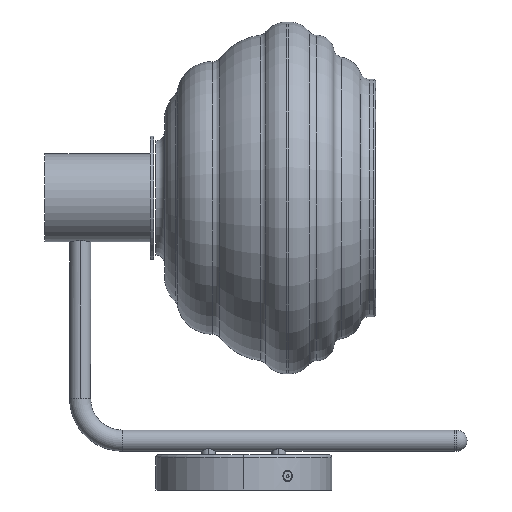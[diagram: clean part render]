
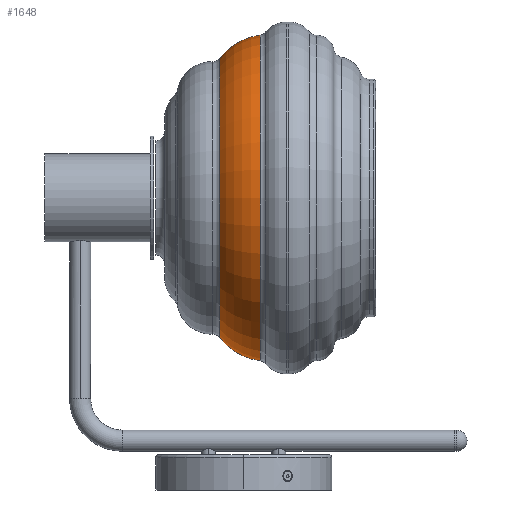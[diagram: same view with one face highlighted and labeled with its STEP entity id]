
A CAD part, left-side view. The second image highlights one B-rep face of the part: STEP entity #1648.
In plain terms, the highlighted toroidal (fillet/blend) face has major radius 57.846 mm and minor radius 35 mm.
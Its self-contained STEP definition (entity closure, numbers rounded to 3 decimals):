
#112 = VERTEX_POINT ( 'NONE', #5028 ) ;
#141 = ORIENTED_EDGE ( 'NONE', *, *, #2901, .F. ) ;
#234 = AXIS2_PLACEMENT_3D ( 'NONE', #4949, #2521, #1586 ) ;
#400 = AXIS2_PLACEMENT_3D ( 'NONE', #1012, #4775, #5755 ) ;
#604 = ORIENTED_EDGE ( 'NONE', *, *, #5410, .F. ) ;
#630 = DIRECTION ( 'NONE',  ( 0., 1., 0. ) ) ;
#844 = AXIS2_PLACEMENT_3D ( 'NONE', #1555, #2891, #5268 ) ;
#1012 = CARTESIAN_POINT ( 'NONE',  ( 0., -13.999, 108.154 ) ) ;
#1095 = CARTESIAN_POINT ( 'NONE',  ( 0., -13.999, 166. ) ) ;
#1555 = CARTESIAN_POINT ( 'NONE',  ( 0., -13.999, 223.846 ) ) ;
#1586 = DIRECTION ( 'NONE',  ( 0., 0., 1. ) ) ;
#1607 = DIRECTION ( 'NONE',  ( 0., 0., 1. ) ) ;
#1644 = ORIENTED_EDGE ( 'NONE', *, *, #3759, .T. ) ;
#1648 = ADVANCED_FACE ( 'NONE', ( #3886 ), #4002, .T. ) ;
#1828 = VERTEX_POINT ( 'NONE', #4149 ) ;
#1862 = CARTESIAN_POINT ( 'NONE',  ( 0., 13.563, 86.582 ) ) ;
#2327 = EDGE_LOOP ( 'NONE', ( #604, #141, #1644, #5113 ) ) ;
#2372 = VERTEX_POINT ( 'NONE', #5760 ) ;
#2521 = DIRECTION ( 'NONE',  ( 0., -1., 0. ) ) ;
#2805 = AXIS2_PLACEMENT_3D ( 'NONE', #3660, #4654, #3632 ) ;
#2891 = DIRECTION ( 'NONE',  ( -1., 0., 0. ) ) ;
#2901 = EDGE_CURVE ( 'NONE', #112, #2372, #4751, .T. ) ;
#3632 = DIRECTION ( 'NONE',  ( 0., 0., 1. ) ) ;
#3660 = CARTESIAN_POINT ( 'NONE',  ( 0., 13.563, 166. ) ) ;
#3759 = EDGE_CURVE ( 'NONE', #112, #1828, #4459, .T. ) ;
#3886 = FACE_OUTER_BOUND ( 'NONE', #2327, .T. ) ;
#4002 = TOROIDAL_SURFACE ( 'NONE', #5179, 57.846, 35. ) ;
#4149 = CARTESIAN_POINT ( 'NONE',  ( 0., 13.563, 245.418 ) ) ;
#4459 = CIRCLE ( 'NONE', #844, 35. ) ;
#4654 = DIRECTION ( 'NONE',  ( 0., 1., 0. ) ) ;
#4751 = CIRCLE ( 'NONE', #234, 92.543 ) ;
#4775 = DIRECTION ( 'NONE',  ( 1., 0., 0. ) ) ;
#4949 = CARTESIAN_POINT ( 'NONE',  ( 0., -9.406, 166. ) ) ;
#5028 = CARTESIAN_POINT ( 'NONE',  ( 0., -9.406, 258.543 ) ) ;
#5113 = ORIENTED_EDGE ( 'NONE', *, *, #5270, .F. ) ;
#5179 = AXIS2_PLACEMENT_3D ( 'NONE', #1095, #630, #1607 ) ;
#5268 = DIRECTION ( 'NONE',  ( 0., 0., 1. ) ) ;
#5270 = EDGE_CURVE ( 'NONE', #5798, #1828, #5537, .T. ) ;
#5410 = EDGE_CURVE ( 'NONE', #2372, #5798, #5774, .T. ) ;
#5537 = CIRCLE ( 'NONE', #2805, 79.418 ) ;
#5755 = DIRECTION ( 'NONE',  ( 0., 0., -1. ) ) ;
#5760 = CARTESIAN_POINT ( 'NONE',  ( 0., -9.406, 73.457 ) ) ;
#5774 = CIRCLE ( 'NONE', #400, 35. ) ;
#5798 = VERTEX_POINT ( 'NONE', #1862 ) ;
